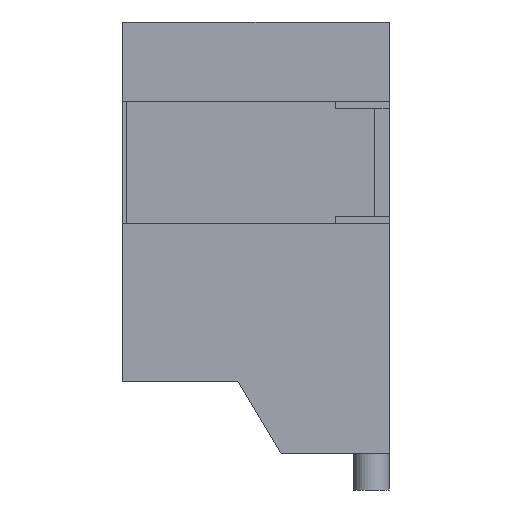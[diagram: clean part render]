
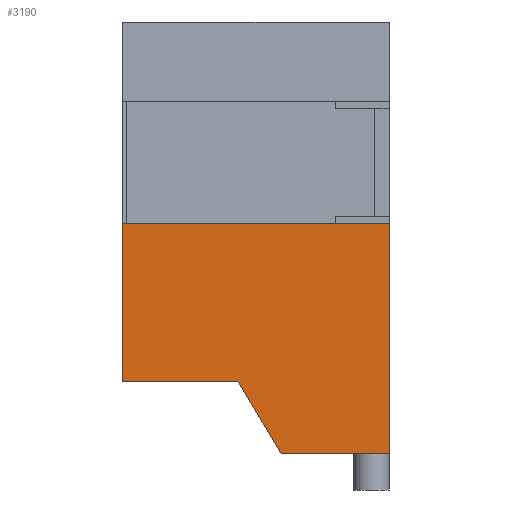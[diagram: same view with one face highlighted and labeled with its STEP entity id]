
A CAD part, left-side view. The second image highlights one B-rep face of the part: STEP entity #3190.
In plain terms, the highlighted planar face has unit normal (-1, 0, 0).
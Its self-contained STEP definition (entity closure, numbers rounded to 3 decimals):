
#309 = FACE_OUTER_BOUND ( 'NONE', #3286, .T. ) ;
#429 = DIRECTION ( 'NONE',  ( 0., 0., 1. ) ) ;
#430 = DIRECTION ( 'NONE',  ( -1., 0., 0. ) ) ;
#431 = CARTESIAN_POINT ( 'NONE',  ( -6.75, 3.7, 6. ) ) ;
#432 = AXIS2_PLACEMENT_3D ( 'NONE', #431, #430, #429 ) ;
#433 = PLANE ( 'NONE',  #432 ) ;
#715 = DIRECTION ( 'NONE',  ( 0., 1., 0. ) ) ;
#716 = VECTOR ( 'NONE', #715, 1000. ) ;
#717 = CARTESIAN_POINT ( 'NONE',  ( -6.75, 1.5, 0. ) ) ;
#718 = LINE ( 'NONE', #717, #716 ) ;
#720 = CARTESIAN_POINT ( 'NONE',  ( -6.75, 1.5, 0. ) ) ;
#721 = DIRECTION ( 'NONE',  ( 0., 0.514, 0.857 ) ) ;
#722 = VECTOR ( 'NONE', #721, 1000. ) ;
#723 = CARTESIAN_POINT ( 'NONE',  ( -6.75, 2.1, 1. ) ) ;
#724 = LINE ( 'NONE', #723, #722 ) ;
#725 = DIRECTION ( 'NONE',  ( 0., 1., 0. ) ) ;
#726 = VECTOR ( 'NONE', #725, 1000. ) ;
#727 = CARTESIAN_POINT ( 'NONE',  ( -6.75, 0., 3.2 ) ) ;
#728 = LINE ( 'NONE', #727, #726 ) ;
#2425 = EDGE_CURVE ( 'NONE', #2682, #2633, #3777, .T. ) ;
#2527 = VERTEX_POINT ( 'NONE', #4210 ) ;
#2530 = EDGE_CURVE ( 'NONE', #2527, #2819, #4085, .T. ) ;
#2633 = VERTEX_POINT ( 'NONE', #4360 ) ;
#2680 = EDGE_CURVE ( 'NONE', #2681, #2682, #4620, .T. ) ;
#2681 = VERTEX_POINT ( 'NONE', #4637 ) ;
#2682 = VERTEX_POINT ( 'NONE', #4636 ) ;
#2819 = VERTEX_POINT ( 'NONE', #4879 ) ;
#3190 = ADVANCED_FACE ( 'NONE', ( #309 ), #433, .T. ) ;
#3286 = EDGE_LOOP ( 'NONE', ( #3287, #3303, #3305, #3306, #3307, #3310 ) ) ;
#3287 = ORIENTED_EDGE ( 'NONE', *, *, #2530, .F. ) ;
#3303 = ORIENTED_EDGE ( 'NONE', *, *, #3304, .T. ) ;
#3304 = EDGE_CURVE ( 'NONE', #2527, #2633, #728, .T. ) ;
#3305 = ORIENTED_EDGE ( 'NONE', *, *, #2425, .F. ) ;
#3306 = ORIENTED_EDGE ( 'NONE', *, *, #2680, .F. ) ;
#3307 = ORIENTED_EDGE ( 'NONE', *, *, #3308, .F. ) ;
#3308 = EDGE_CURVE ( 'NONE', #3309, #2681, #724, .T. ) ;
#3309 = VERTEX_POINT ( 'NONE', #720 ) ;
#3310 = ORIENTED_EDGE ( 'NONE', *, *, #3311, .F. ) ;
#3311 = EDGE_CURVE ( 'NONE', #2819, #3309, #718, .T. ) ;
#3774 = DIRECTION ( 'NONE',  ( 0., 0., 1. ) ) ;
#3775 = VECTOR ( 'NONE', #3774, 1000. ) ;
#3776 = CARTESIAN_POINT ( 'NONE',  ( -6.75, 3.7, 6. ) ) ;
#3777 = LINE ( 'NONE', #3776, #3775 ) ;
#4082 = DIRECTION ( 'NONE',  ( 0., 0., -1. ) ) ;
#4083 = VECTOR ( 'NONE', #4082, 1000. ) ;
#4084 = CARTESIAN_POINT ( 'NONE',  ( -6.75, 0., 0. ) ) ;
#4085 = LINE ( 'NONE', #4084, #4083 ) ;
#4210 = CARTESIAN_POINT ( 'NONE',  ( -6.75, 0., 3.2 ) ) ;
#4360 = CARTESIAN_POINT ( 'NONE',  ( -6.75, 3.7, 3.2 ) ) ;
#4620 = LINE ( 'NONE', #4647, #4646 ) ;
#4636 = CARTESIAN_POINT ( 'NONE',  ( -6.75, 3.7, 1. ) ) ;
#4637 = CARTESIAN_POINT ( 'NONE',  ( -6.75, 2.1, 1. ) ) ;
#4645 = DIRECTION ( 'NONE',  ( 0., 1., 0. ) ) ;
#4646 = VECTOR ( 'NONE', #4645, 1000. ) ;
#4647 = CARTESIAN_POINT ( 'NONE',  ( -6.75, 3.7, 1. ) ) ;
#4879 = CARTESIAN_POINT ( 'NONE',  ( -6.75, 0., 0. ) ) ;
